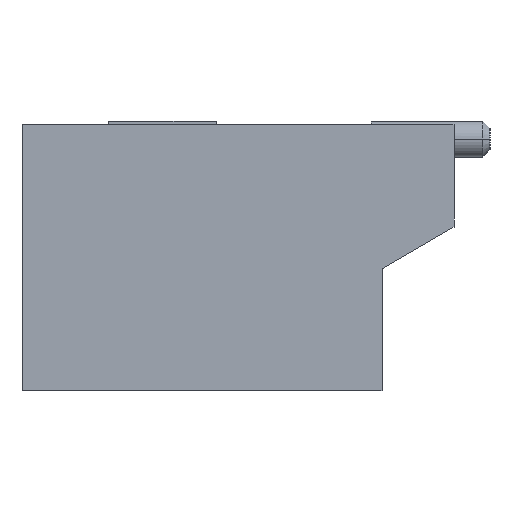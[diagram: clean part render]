
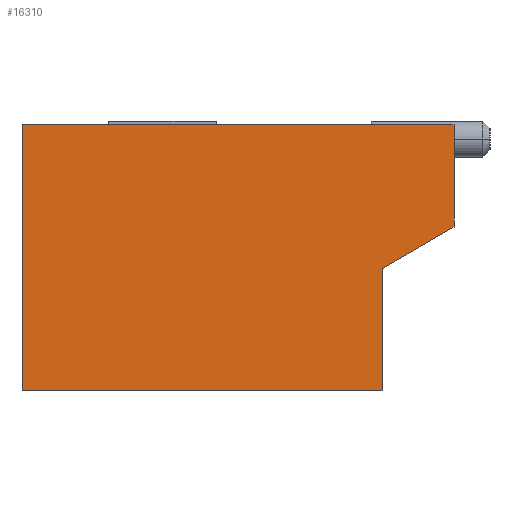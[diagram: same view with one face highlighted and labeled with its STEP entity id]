
A CAD part, left-side view. The second image highlights one B-rep face of the part: STEP entity #16310.
In plain terms, the highlighted planar face has unit normal (-1, 0, 0).
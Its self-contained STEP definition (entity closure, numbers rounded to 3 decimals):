
#9270=CARTESIAN_POINT('',(-13.5,-5.,-0.));
#9280=VERTEX_POINT('',#9270);
#9310=CARTESIAN_POINT('',(-13.5,-5.,1.7));
#9320=DIRECTION('',(0.,0.,-1.));
#9330=VECTOR('',#9320,1.7);
#9340=LINE('',#9310,#9330);
#9350=CARTESIAN_POINT('',(-13.5,-5.,1.7));
#9360=VERTEX_POINT('',#9350);
#9370=EDGE_CURVE('',#9360,#9280,#9340,.T.);
#14650=CARTESIAN_POINT('',(-13.5,0.,3.7));
#14660=VERTEX_POINT('',#14650);
#14690=CARTESIAN_POINT('',(-13.5,0.,3.7));
#14700=DIRECTION('',(0.,0.,-1.));
#14710=VECTOR('',#14700,3.7);
#14720=LINE('',#14690,#14710);
#14730=CARTESIAN_POINT('',(-13.5,0.,0.));
#14740=VERTEX_POINT('',#14730);
#14750=EDGE_CURVE('',#14660,#14740,#14720,.T.);
#15550=CARTESIAN_POINT('',(-13.5,-6.,2.277));
#15560=DIRECTION('',(0.,0.866,-0.5));
#15570=VECTOR('',#15560,1.155);
#15580=LINE('',#15550,#15570);
#15590=CARTESIAN_POINT('',(-13.5,-6.,2.277));
#15600=VERTEX_POINT('',#15590);
#15610=EDGE_CURVE('',#15600,#9360,#15580,.T.);
#16010=CARTESIAN_POINT('',(-13.5,-3.323,0.));
#16020=DIRECTION('',(-1.,-0.,0.));
#16030=DIRECTION('',(0.,-1.,0.));
#16040=AXIS2_PLACEMENT_3D('',#16010,#16020,#16030);
#16050=PLANE('',#16040);
#16060=CARTESIAN_POINT('',(-13.5,-1.1,3.7));
#16070=DIRECTION('',(0.,1.,0.));
#16080=VECTOR('',#16070,1.);
#16090=LINE('',#16060,#16080);
#16100=CARTESIAN_POINT('',(-13.5,-6.,3.7));
#16110=VERTEX_POINT('',#16100);
#16120=EDGE_CURVE('',#16110,#14660,#16090,.T.);
#16130=ORIENTED_EDGE('',*,*,#16120,.T.);
#16140=CARTESIAN_POINT('',(-13.5,-6.,2.277));
#16150=DIRECTION('',(0.,0.,1.));
#16160=VECTOR('',#16150,1.423);
#16170=LINE('',#16140,#16160);
#16180=EDGE_CURVE('',#15600,#16110,#16170,.T.);
#16190=ORIENTED_EDGE('',*,*,#16180,.T.);
#16200=ORIENTED_EDGE('',*,*,#15610,.F.);
#16210=ORIENTED_EDGE('',*,*,#9370,.F.);
#16220=CARTESIAN_POINT('',(-13.5,0.,0.));
#16230=DIRECTION('',(0.,-1.,0.));
#16240=VECTOR('',#16230,0.927);
#16250=LINE('',#16220,#16240);
#16260=EDGE_CURVE('',#14740,#9280,#16250,.T.);
#16270=ORIENTED_EDGE('',*,*,#16260,.T.);
#16280=ORIENTED_EDGE('',*,*,#14750,.T.);
#16290=EDGE_LOOP('',(#16280,#16270,#16210,#16200,#16190,#16130));
#16300=FACE_OUTER_BOUND('',#16290,.T.);
#16310=ADVANCED_FACE('',(#16300),#16050,.T.);
